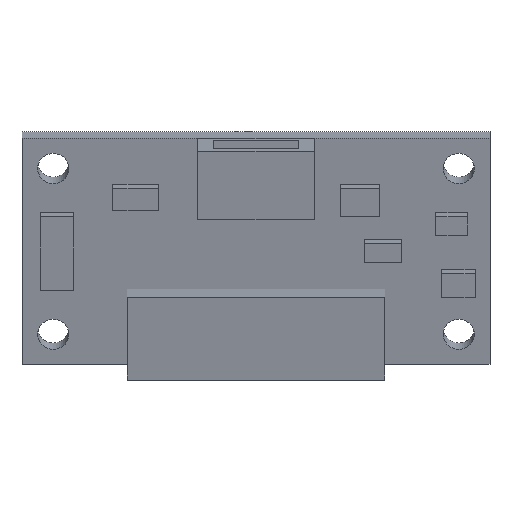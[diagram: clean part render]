
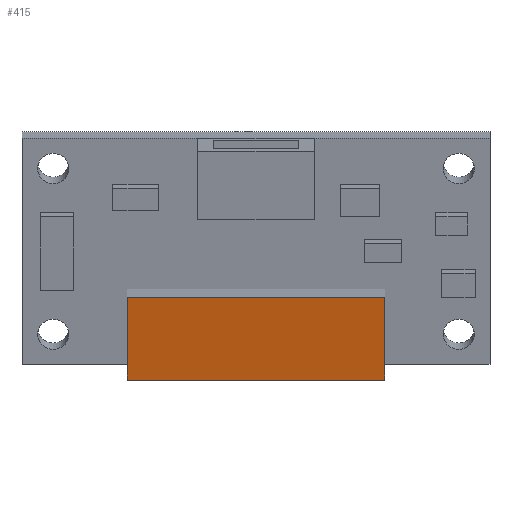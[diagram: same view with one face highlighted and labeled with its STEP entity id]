
A CAD part, top view. The second image highlights one B-rep face of the part: STEP entity #415.
In plain terms, the highlighted planar face has unit normal (0, -0.259, 0.966).
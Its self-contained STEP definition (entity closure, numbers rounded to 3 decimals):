
#415=ADVANCED_FACE('51982',(#1032),#1033,.F.);
#765=EDGE_CURVE('51994',#1511,#1512,#1513,.T.);
#773=EDGE_CURVE('51992',#1512,#1523,#1524,.T.);
#779=EDGE_CURVE('51989',#1523,#1530,#1531,.T.);
#783=EDGE_CURVE('51986',#1530,#1511,#1535,.T.);
#1032=FACE_OUTER_BOUND('',#1774,.T.);
#1033=PLANE('',#1775);
#1511=VERTEX_POINT('',#2578);
#1512=VERTEX_POINT('',#2579);
#1513=LINE('',#2580,#2581);
#1523=VERTEX_POINT('',#2598);
#1524=LINE('',#2599,#2600);
#1530=VERTEX_POINT('',#2611);
#1531=LINE('',#2612,#2613);
#1535=LINE('',#2620,#2621);
#1774=EDGE_LOOP('',(#3239,#3240,#3241,#3242));
#1775=AXIS2_PLACEMENT_3D('',#3243,#3244,#3245);
#2578=CARTESIAN_POINT('',(17.678,57.841,-105.538));
#2579=CARTESIAN_POINT('',(1.178,57.841,-105.538));
#2580=CARTESIAN_POINT('',(1.178,57.841,-105.538));
#2581=VECTOR('',#3486,1.0);
#2598=CARTESIAN_POINT('',(1.178,63.154,-104.114));
#2599=CARTESIAN_POINT('',(1.178,63.154,-104.114));
#2600=VECTOR('',#3490,1.0);
#2611=CARTESIAN_POINT('',(17.678,63.154,-104.114));
#2612=CARTESIAN_POINT('',(17.678,63.154,-104.114));
#2613=VECTOR('',#3493,1.0);
#2620=CARTESIAN_POINT('',(17.678,57.841,-105.538));
#2621=VECTOR('',#3495,1.0);
#3239=ORIENTED_EDGE('',*,*,#765,.F.);
#3240=ORIENTED_EDGE('',*,*,#783,.F.);
#3241=ORIENTED_EDGE('',*,*,#779,.F.);
#3242=ORIENTED_EDGE('',*,*,#773,.F.);
#3243=CARTESIAN_POINT('',(9.428,60.497,-104.826));
#3244=DIRECTION('',(0.,0.259,-0.966));
#3245=DIRECTION('',(-1.0,0.,0.));
#3486=DIRECTION('',(-1.0,0.,0.));
#3490=DIRECTION('',(0.,0.966,0.259));
#3493=DIRECTION('',(1.0,0.,0.));
#3495=DIRECTION('',(0.,-0.966,-0.259));
